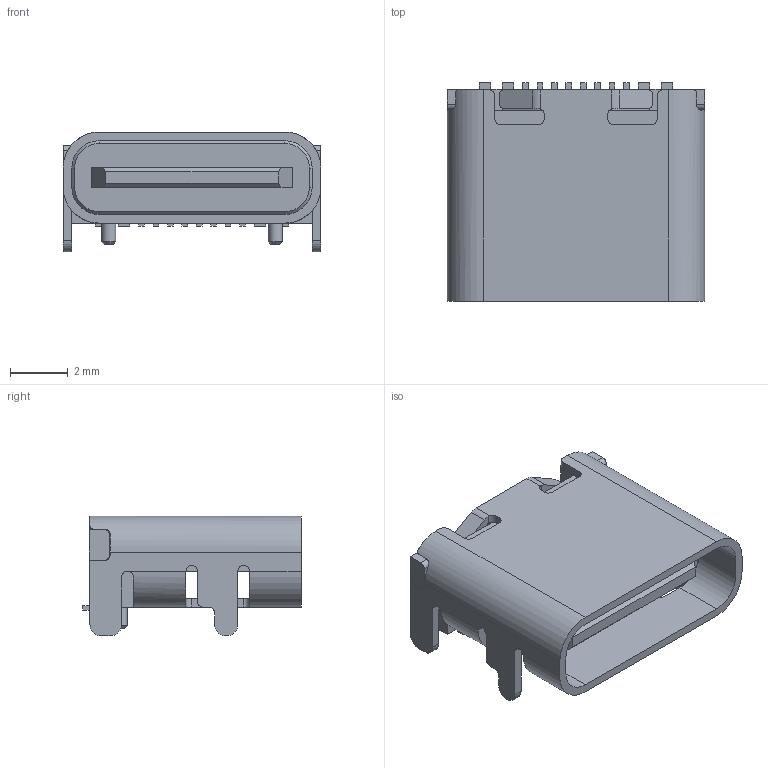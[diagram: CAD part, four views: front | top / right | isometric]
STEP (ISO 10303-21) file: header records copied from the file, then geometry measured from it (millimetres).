
FILE_DESCRIPTION(('FreeCAD Model'),'2;1');
FILE_NAME('Open CASCADE Shape Model','2024-09-28T21:28:50',(''),(''), 'Open CASCADE STEP processor 7.6','FreeCAD','Unknown');
FILE_SCHEMA(('AUTOMOTIVE_DESIGN { 1 0 10303 214 1 1 1 1 }'));
Length unit declared in the file: millimetre
Products named in the file (5): o8Gn-USB1; USB-C-SMD_TYPE-C-6PIN-2MD-073; COMPOUND015; COMPOUND; COMPOUND001
Assembly tree (4 placements, depth 4):
  o8Gn-USB1
    USB-C-SMD_TYPE-C-6PIN-2MD-073
      COMPOUND015
        COMPOUND
        COMPOUND001
Bounding box: 8.94 x 7.58 x 4.16 mm (x, y, z)
Volume: 115.4 mm3; surface area: 464.9 mm2
Topology: 2 solids, 2 shells, 307 faces, 874 edges, 576 vertices
Faces by surface type: plane 209, cylinder 76, bspline 14, cone 8
Entity records: 25230 total; most frequent: CARTESIAN_POINT 6134, DIRECTION 3166, LINE 2183, VECTOR 2183, ORIENTED_EDGE 1748, PCURVE 1748, DEFINITIONAL_REPRESENTATION 1748, EDGE_CURVE 874
